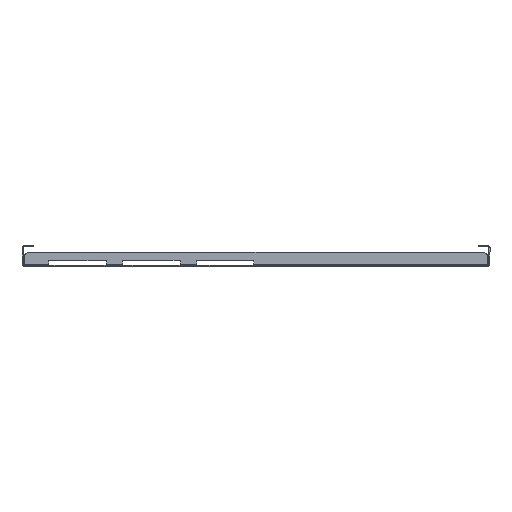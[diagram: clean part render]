
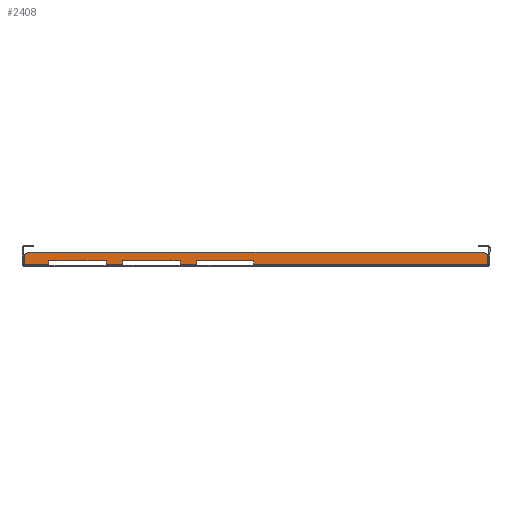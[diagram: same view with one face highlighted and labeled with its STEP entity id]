
A CAD part, front view. The second image highlights one B-rep face of the part: STEP entity #2408.
In plain terms, the highlighted planar face has unit normal (0, -1, 0).
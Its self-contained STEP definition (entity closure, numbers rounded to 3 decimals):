
#17 = EDGE_CURVE ( 'NONE', #3140, #6582, #4133, .T. ) ;
#66 = VECTOR ( 'NONE', #858, 1000. ) ;
#95 = ORIENTED_EDGE ( 'NONE', *, *, #4252, .F. ) ;
#99 = LINE ( 'NONE', #968, #1784 ) ;
#205 = VECTOR ( 'NONE', #4345, 1000. ) ;
#229 = EDGE_CURVE ( 'NONE', #2898, #3140, #2485, .T. ) ;
#244 = DIRECTION ( 'NONE',  ( 0., 0., 1. ) ) ;
#253 = EDGE_CURVE ( 'NONE', #5652, #6500, #3845, .T. ) ;
#258 = ORIENTED_EDGE ( 'NONE', *, *, #2766, .F. ) ;
#439 = ORIENTED_EDGE ( 'NONE', *, *, #2042, .F. ) ;
#499 = EDGE_CURVE ( 'NONE', #4343, #6500, #3164, .T. ) ;
#501 = CARTESIAN_POINT ( 'NONE',  ( 0., -397., 4.8 ) ) ;
#552 = CARTESIAN_POINT ( 'NONE',  ( 0., -397., 1. ) ) ;
#637 = CARTESIAN_POINT ( 'NONE',  ( -82.2, -397., 1. ) ) ;
#740 = DIRECTION ( 'NONE',  ( 0., 0., -1. ) ) ;
#757 = ORIENTED_EDGE ( 'NONE', *, *, #8100, .F. ) ;
#774 = LINE ( 'NONE', #1457, #6417 ) ;
#858 = DIRECTION ( 'NONE',  ( 0., 0., -1. ) ) ;
#968 = CARTESIAN_POINT ( 'NONE',  ( -144.2, -397., 4.8 ) ) ;
#988 = LINE ( 'NONE', #552, #7431 ) ;
#1030 = DIRECTION ( 'NONE',  ( 0., 0., -1. ) ) ;
#1037 = DIRECTION ( 'NONE',  ( 0., 0., -1. ) ) ;
#1042 = ORIENTED_EDGE ( 'NONE', *, *, #4731, .T. ) ;
#1074 = CARTESIAN_POINT ( 'NONE',  ( 0., -397., 1. ) ) ;
#1118 = ORIENTED_EDGE ( 'NONE', *, *, #1763, .T. ) ;
#1129 = VECTOR ( 'NONE', #2321, 1000. ) ;
#1137 = VECTOR ( 'NONE', #244, 1000. ) ;
#1267 = DIRECTION ( 'NONE',  ( 0., 0., -1. ) ) ;
#1275 = EDGE_CURVE ( 'NONE', #5701, #2018, #7056, .T. ) ;
#1315 = CARTESIAN_POINT ( 'NONE',  ( 251., -397., 0. ) ) ;
#1373 = CARTESIAN_POINT ( 'NONE',  ( -246., -397., 8.8 ) ) ;
#1457 = CARTESIAN_POINT ( 'NONE',  ( 0., -397., 1. ) ) ;
#1498 = CARTESIAN_POINT ( 'NONE',  ( -64.2, -397., 4.8 ) ) ;
#1527 = LINE ( 'NONE', #4574, #1137 ) ;
#1743 = EDGE_CURVE ( 'NONE', #5701, #3580, #6255, .T. ) ;
#1755 = LINE ( 'NONE', #1315, #2343 ) ;
#1763 = EDGE_CURVE ( 'NONE', #5048, #7976, #3819, .T. ) ;
#1784 = VECTOR ( 'NONE', #3481, 1000. ) ;
#1818 = ORIENTED_EDGE ( 'NONE', *, *, #17, .T. ) ;
#1938 = DIRECTION ( 'NONE',  ( 0., -1., 0. ) ) ;
#1978 = VERTEX_POINT ( 'NONE', #5996 ) ;
#2018 = VERTEX_POINT ( 'NONE', #4696 ) ;
#2042 = EDGE_CURVE ( 'NONE', #2497, #7976, #99, .T. ) ;
#2095 = CARTESIAN_POINT ( 'NONE',  ( -224.2, -397., 4.8 ) ) ;
#2183 = VECTOR ( 'NONE', #1030, 1000. ) ;
#2197 = EDGE_CURVE ( 'NONE', #2018, #1978, #988, .T. ) ;
#2249 = CARTESIAN_POINT ( 'NONE',  ( -144.2, -397., 1. ) ) ;
#2263 = ORIENTED_EDGE ( 'NONE', *, *, #2197, .T. ) ;
#2321 = DIRECTION ( 'NONE',  ( 1., 0., 0. ) ) ;
#2343 = VECTOR ( 'NONE', #740, 1000. ) ;
#2408 = ADVANCED_FACE ( 'NONE', ( #6231 ), #3785, .T. ) ;
#2441 = CARTESIAN_POINT ( 'NONE',  ( 246., -397., 13.8 ) ) ;
#2471 = VECTOR ( 'NONE', #7923, 1000. ) ;
#2485 = LINE ( 'NONE', #6952, #7869 ) ;
#2497 = VERTEX_POINT ( 'NONE', #6300 ) ;
#2574 = DIRECTION ( 'NONE',  ( 0., -1., 0. ) ) ;
#2635 = EDGE_LOOP ( 'NONE', ( #8126, #757, #5657, #1118, #439, #6372, #3407, #1818, #2727, #3532, #7683, #2263, #258, #4206, #6392, #1042, #95, #5930 ) ) ;
#2719 = VECTOR ( 'NONE', #6710, 1000. ) ;
#2727 = ORIENTED_EDGE ( 'NONE', *, *, #3846, .F. ) ;
#2766 = EDGE_CURVE ( 'NONE', #5652, #1978, #1755, .T. ) ;
#2855 = LINE ( 'NONE', #6688, #2183 ) ;
#2885 = CARTESIAN_POINT ( 'NONE',  ( -2.2, -397., 4.8 ) ) ;
#2898 = VERTEX_POINT ( 'NONE', #5021 ) ;
#3020 = AXIS2_PLACEMENT_3D ( 'NONE', #3291, #5769, #6426 ) ;
#3103 = EDGE_CURVE ( 'NONE', #8036, #7325, #3388, .T. ) ;
#3140 = VERTEX_POINT ( 'NONE', #637 ) ;
#3147 = CARTESIAN_POINT ( 'NONE',  ( 0., -397., 0. ) ) ;
#3164 = LINE ( 'NONE', #7973, #5478 ) ;
#3185 = CARTESIAN_POINT ( 'NONE',  ( -162.2, -397., 4.8 ) ) ;
#3269 = CARTESIAN_POINT ( 'NONE',  ( -64.2, -397., 1. ) ) ;
#3291 = CARTESIAN_POINT ( 'NONE',  ( 246., -397., 8.8 ) ) ;
#3377 = DIRECTION ( 'NONE',  ( 1., 0., 0. ) ) ;
#3382 = VERTEX_POINT ( 'NONE', #6727 ) ;
#3386 = CARTESIAN_POINT ( 'NONE',  ( -224.2, -397., 1. ) ) ;
#3388 = LINE ( 'NONE', #2095, #66 ) ;
#3407 = ORIENTED_EDGE ( 'NONE', *, *, #229, .T. ) ;
#3481 = DIRECTION ( 'NONE',  ( 0., 0., -1. ) ) ;
#3506 = CARTESIAN_POINT ( 'NONE',  ( -224.2, -397., 4.8 ) ) ;
#3532 = ORIENTED_EDGE ( 'NONE', *, *, #1743, .F. ) ;
#3580 = VERTEX_POINT ( 'NONE', #1498 ) ;
#3669 = CARTESIAN_POINT ( 'NONE',  ( -162.2, -397., 1. ) ) ;
#3785 = PLANE ( 'NONE',  #6104 ) ;
#3819 = LINE ( 'NONE', #6222, #7253 ) ;
#3845 = CIRCLE ( 'NONE', #3020, 5. ) ;
#3846 = EDGE_CURVE ( 'NONE', #3580, #6582, #6015, .T. ) ;
#3854 = CARTESIAN_POINT ( 'NONE',  ( -2.2, -397., 4.8 ) ) ;
#4125 = EDGE_CURVE ( 'NONE', #2898, #2497, #5907, .T. ) ;
#4133 = LINE ( 'NONE', #1074, #1129 ) ;
#4204 = DIRECTION ( 'NONE',  ( 1., 0., 0. ) ) ;
#4206 = ORIENTED_EDGE ( 'NONE', *, *, #253, .T. ) ;
#4252 = EDGE_CURVE ( 'NONE', #3382, #5805, #1527, .T. ) ;
#4343 = VERTEX_POINT ( 'NONE', #4700 ) ;
#4345 = DIRECTION ( 'NONE',  ( -1., 0., 0. ) ) ;
#4462 = DIRECTION ( 'NONE',  ( 0., 0., -1. ) ) ;
#4526 = CIRCLE ( 'NONE', #7601, 5. ) ;
#4574 = CARTESIAN_POINT ( 'NONE',  ( -251., -397., 13.8 ) ) ;
#4626 = VECTOR ( 'NONE', #5726, 1000. ) ;
#4696 = CARTESIAN_POINT ( 'NONE',  ( -2.2, -397., 1. ) ) ;
#4700 = CARTESIAN_POINT ( 'NONE',  ( -246., -397., 13.8 ) ) ;
#4731 = EDGE_CURVE ( 'NONE', #4343, #5805, #4526, .T. ) ;
#4873 = CARTESIAN_POINT ( 'NONE',  ( 160., -397., 4.8 ) ) ;
#4911 = DIRECTION ( 'NONE',  ( 1., 0., 0. ) ) ;
#4937 = LINE ( 'NONE', #501, #2719 ) ;
#5021 = CARTESIAN_POINT ( 'NONE',  ( -82.2, -397., 4.8 ) ) ;
#5048 = VERTEX_POINT ( 'NONE', #3669 ) ;
#5260 = VERTEX_POINT ( 'NONE', #3185 ) ;
#5478 = VECTOR ( 'NONE', #4204, 1000. ) ;
#5652 = VERTEX_POINT ( 'NONE', #7421 ) ;
#5657 = ORIENTED_EDGE ( 'NONE', *, *, #6128, .T. ) ;
#5701 = VERTEX_POINT ( 'NONE', #3854 ) ;
#5726 = DIRECTION ( 'NONE',  ( -1., 0., 0. ) ) ;
#5769 = DIRECTION ( 'NONE',  ( 0., -1., 0. ) ) ;
#5805 = VERTEX_POINT ( 'NONE', #7600 ) ;
#5907 = LINE ( 'NONE', #6307, #4626 ) ;
#5930 = ORIENTED_EDGE ( 'NONE', *, *, #7922, .T. ) ;
#5996 = CARTESIAN_POINT ( 'NONE',  ( 251., -397., 1. ) ) ;
#6015 = LINE ( 'NONE', #6642, #7005 ) ;
#6104 = AXIS2_PLACEMENT_3D ( 'NONE', #3147, #1938, #1267 ) ;
#6128 = EDGE_CURVE ( 'NONE', #5260, #5048, #2855, .T. ) ;
#6222 = CARTESIAN_POINT ( 'NONE',  ( 0., -397., 1. ) ) ;
#6231 = FACE_OUTER_BOUND ( 'NONE', #2635, .T. ) ;
#6255 = LINE ( 'NONE', #4873, #205 ) ;
#6300 = CARTESIAN_POINT ( 'NONE',  ( -144.2, -397., 4.8 ) ) ;
#6307 = CARTESIAN_POINT ( 'NONE',  ( 80., -397., 4.8 ) ) ;
#6372 = ORIENTED_EDGE ( 'NONE', *, *, #4125, .F. ) ;
#6392 = ORIENTED_EDGE ( 'NONE', *, *, #499, .F. ) ;
#6417 = VECTOR ( 'NONE', #3377, 1000. ) ;
#6426 = DIRECTION ( 'NONE',  ( 0., 0., -1. ) ) ;
#6500 = VERTEX_POINT ( 'NONE', #2441 ) ;
#6582 = VERTEX_POINT ( 'NONE', #3269 ) ;
#6642 = CARTESIAN_POINT ( 'NONE',  ( -64.2, -397., 4.8 ) ) ;
#6688 = CARTESIAN_POINT ( 'NONE',  ( -162.2, -397., 4.8 ) ) ;
#6710 = DIRECTION ( 'NONE',  ( -1., 0., 0. ) ) ;
#6727 = CARTESIAN_POINT ( 'NONE',  ( -251., -397., 1. ) ) ;
#6952 = CARTESIAN_POINT ( 'NONE',  ( -82.2, -397., 4.8 ) ) ;
#7005 = VECTOR ( 'NONE', #1037, 1000. ) ;
#7056 = LINE ( 'NONE', #2885, #2471 ) ;
#7253 = VECTOR ( 'NONE', #8118, 1000. ) ;
#7325 = VERTEX_POINT ( 'NONE', #3386 ) ;
#7397 = DIRECTION ( 'NONE',  ( 0., 0., -1. ) ) ;
#7421 = CARTESIAN_POINT ( 'NONE',  ( 251., -397., 8.8 ) ) ;
#7431 = VECTOR ( 'NONE', #4911, 1000. ) ;
#7600 = CARTESIAN_POINT ( 'NONE',  ( -251., -397., 8.8 ) ) ;
#7601 = AXIS2_PLACEMENT_3D ( 'NONE', #1373, #2574, #4462 ) ;
#7683 = ORIENTED_EDGE ( 'NONE', *, *, #1275, .T. ) ;
#7869 = VECTOR ( 'NONE', #7397, 1000. ) ;
#7922 = EDGE_CURVE ( 'NONE', #3382, #7325, #774, .T. ) ;
#7923 = DIRECTION ( 'NONE',  ( 0., 0., -1. ) ) ;
#7973 = CARTESIAN_POINT ( 'NONE',  ( 251., -397., 13.8 ) ) ;
#7976 = VERTEX_POINT ( 'NONE', #2249 ) ;
#8036 = VERTEX_POINT ( 'NONE', #3506 ) ;
#8100 = EDGE_CURVE ( 'NONE', #5260, #8036, #4937, .T. ) ;
#8118 = DIRECTION ( 'NONE',  ( 1., 0., 0. ) ) ;
#8126 = ORIENTED_EDGE ( 'NONE', *, *, #3103, .F. ) ;
